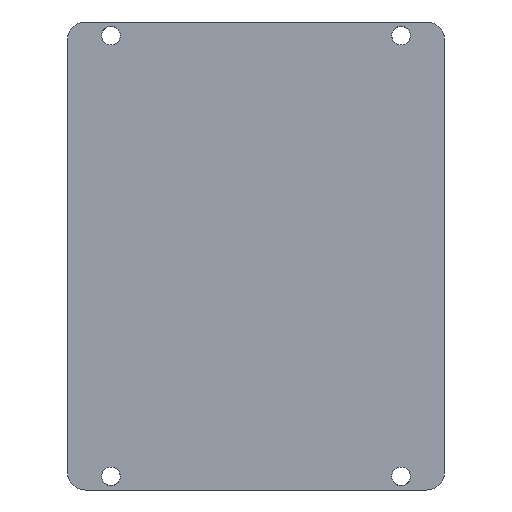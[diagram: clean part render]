
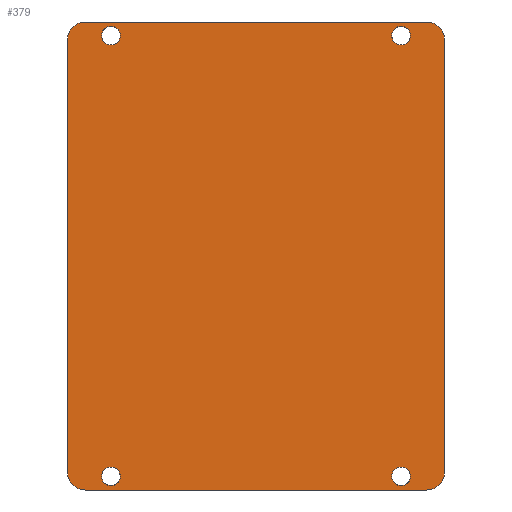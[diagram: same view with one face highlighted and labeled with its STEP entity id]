
A CAD part, front view. The second image highlights one B-rep face of the part: STEP entity #379.
In plain terms, the highlighted planar face has unit normal (0, -1, 0).
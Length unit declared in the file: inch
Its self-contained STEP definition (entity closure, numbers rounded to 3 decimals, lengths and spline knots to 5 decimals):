
#34=LINE('',#754,#58);
#37=LINE('',#762,#61);
#39=LINE('',#769,#63);
#40=LINE('',#772,#64);
#58=VECTOR('',#526,0.3937);
#61=VECTOR('',#535,0.3937);
#63=VECTOR('',#543,0.3937);
#64=VECTOR('',#546,0.3937);
#70=PLANE('',#432);
#77=FACE_BOUND('',#126,.T.);
#78=FACE_BOUND('',#127,.T.);
#79=FACE_BOUND('',#128,.T.);
#80=FACE_BOUND('',#129,.T.);
#99=FACE_OUTER_BOUND('',#125,.T.);
#125=EDGE_LOOP('',(#325,#326,#327,#328,#329,#330,#331,#332));
#126=EDGE_LOOP('',(#333));
#127=EDGE_LOOP('',(#334));
#128=EDGE_LOOP('',(#335));
#129=EDGE_LOOP('',(#336));
#134=CIRCLE('',#393,0.06425);
#136=CIRCLE('',#396,0.06425);
#138=CIRCLE('',#399,0.06425);
#140=CIRCLE('',#402,0.06425);
#153=CIRCLE('',#425,0.125);
#154=CIRCLE('',#428,0.125);
#155=CIRCLE('',#431,0.125);
#156=CIRCLE('',#433,0.125);
#163=VERTEX_POINT('',#590);
#166=VERTEX_POINT('',#626);
#169=VERTEX_POINT('',#662);
#172=VERTEX_POINT('',#698);
#185=VERTEX_POINT('',#746);
#186=VERTEX_POINT('',#748);
#187=VERTEX_POINT('',#752);
#188=VERTEX_POINT('',#756);
#189=VERTEX_POINT('',#760);
#190=VERTEX_POINT('',#764);
#191=VERTEX_POINT('',#768);
#192=VERTEX_POINT('',#770);
#195=EDGE_CURVE('',#163,#163,#134,.T.);
#198=EDGE_CURVE('',#166,#166,#136,.T.);
#201=EDGE_CURVE('',#169,#169,#138,.T.);
#204=EDGE_CURVE('',#172,#172,#140,.T.);
#230=EDGE_CURVE('',#185,#186,#153,.T.);
#233=EDGE_CURVE('',#185,#187,#34,.T.);
#235=EDGE_CURVE('',#188,#187,#154,.T.);
#237=EDGE_CURVE('',#188,#189,#37,.T.);
#239=EDGE_CURVE('',#190,#189,#155,.T.);
#240=EDGE_CURVE('',#190,#191,#39,.T.);
#241=EDGE_CURVE('',#192,#191,#156,.T.);
#242=EDGE_CURVE('',#192,#186,#40,.T.);
#325=ORIENTED_EDGE('',*,*,#239,.F.);
#326=ORIENTED_EDGE('',*,*,#240,.T.);
#327=ORIENTED_EDGE('',*,*,#241,.F.);
#328=ORIENTED_EDGE('',*,*,#242,.T.);
#329=ORIENTED_EDGE('',*,*,#230,.F.);
#330=ORIENTED_EDGE('',*,*,#233,.T.);
#331=ORIENTED_EDGE('',*,*,#235,.F.);
#332=ORIENTED_EDGE('',*,*,#237,.T.);
#333=ORIENTED_EDGE('',*,*,#195,.T.);
#334=ORIENTED_EDGE('',*,*,#198,.T.);
#335=ORIENTED_EDGE('',*,*,#201,.T.);
#336=ORIENTED_EDGE('',*,*,#204,.T.);
#379=ADVANCED_FACE('',(#99,#77,#78,#79,#80),#70,.T.);
#393=AXIS2_PLACEMENT_3D('',#591,#443,#444);
#396=AXIS2_PLACEMENT_3D('',#627,#449,#450);
#399=AXIS2_PLACEMENT_3D('',#663,#455,#456);
#402=AXIS2_PLACEMENT_3D('',#699,#461,#462);
#425=AXIS2_PLACEMENT_3D('',#749,#520,#521);
#428=AXIS2_PLACEMENT_3D('',#758,#530,#531);
#431=AXIS2_PLACEMENT_3D('',#766,#539,#540);
#432=AXIS2_PLACEMENT_3D('',#767,#541,#542);
#433=AXIS2_PLACEMENT_3D('',#771,#544,#545);
#443=DIRECTION('center_axis',(0.,1.,0.));
#444=DIRECTION('ref_axis',(-1.,0.,0.));
#449=DIRECTION('center_axis',(0.,1.,0.));
#450=DIRECTION('ref_axis',(-1.,0.,0.));
#455=DIRECTION('center_axis',(0.,1.,0.));
#456=DIRECTION('ref_axis',(-1.,0.,0.));
#461=DIRECTION('center_axis',(0.,1.,0.));
#462=DIRECTION('ref_axis',(-1.,0.,0.));
#520=DIRECTION('center_axis',(0.,1.,0.));
#521=DIRECTION('ref_axis',(0.707,0.,0.707));
#526=DIRECTION('',(-1.,0.,0.));
#530=DIRECTION('center_axis',(0.,1.,0.));
#531=DIRECTION('ref_axis',(-0.707,0.,0.707));
#535=DIRECTION('',(0.,0.,-1.));
#539=DIRECTION('center_axis',(0.,1.,0.));
#540=DIRECTION('ref_axis',(-0.707,0.,-0.707));
#541=DIRECTION('center_axis',(0.,-1.,0.));
#542=DIRECTION('ref_axis',(0.,0.,-1.));
#543=DIRECTION('',(1.,0.,0.));
#544=DIRECTION('center_axis',(0.,1.,0.));
#545=DIRECTION('ref_axis',(0.707,0.,-0.707));
#546=DIRECTION('',(0.,0.,1.));
#590=CARTESIAN_POINT('',(-0.23575,0.,-3.13125));
#591=CARTESIAN_POINT('Origin',(-0.3,0.,-3.13125));
#626=CARTESIAN_POINT('',(-0.23575,0.,-0.09375));
#627=CARTESIAN_POINT('Origin',(-0.3,0.,-0.09375));
#662=CARTESIAN_POINT('',(-2.23575,0.,-0.09375));
#663=CARTESIAN_POINT('Origin',(-2.3,0.,-0.09375));
#698=CARTESIAN_POINT('',(-2.23575,0.,-3.13125));
#699=CARTESIAN_POINT('Origin',(-2.3,0.,-3.13125));
#746=CARTESIAN_POINT('',(-0.125,0.,0.));
#748=CARTESIAN_POINT('',(0.,0.,-0.125));
#749=CARTESIAN_POINT('Origin',(-0.125,0.,-0.125));
#752=CARTESIAN_POINT('',(-2.475,0.,0.));
#754=CARTESIAN_POINT('',(0.,0.,0.));
#756=CARTESIAN_POINT('',(-2.6,0.,-0.125));
#758=CARTESIAN_POINT('Origin',(-2.475,0.,-0.125));
#760=CARTESIAN_POINT('',(-2.6,0.,-3.1));
#762=CARTESIAN_POINT('',(-2.6,0.,0.));
#764=CARTESIAN_POINT('',(-2.475,0.,-3.225));
#766=CARTESIAN_POINT('Origin',(-2.475,0.,-3.1));
#767=CARTESIAN_POINT('Origin',(-1.3,0.,-1.6125));
#768=CARTESIAN_POINT('',(-0.125,0.,-3.225));
#769=CARTESIAN_POINT('',(-2.6,0.,-3.225));
#770=CARTESIAN_POINT('',(0.,0.,-3.1));
#771=CARTESIAN_POINT('Origin',(-0.125,0.,-3.1));
#772=CARTESIAN_POINT('',(0.,0.,-3.225));
